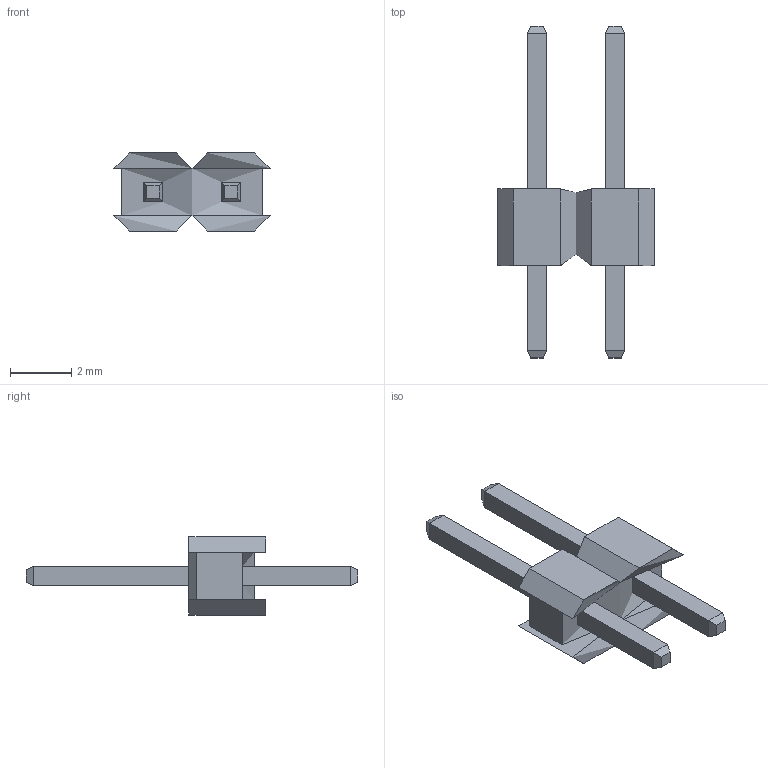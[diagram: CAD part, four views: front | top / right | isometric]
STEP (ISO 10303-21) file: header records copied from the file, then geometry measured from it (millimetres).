
FILE_DESCRIPTION (( 'STEP AP214' ), '1' );
FILE_NAME ('User Library-PLS-2-1.STEP', '2021-04-07T06:09:02', ( '' ), ( '' ), 'SwSTEP 2.0', 'SolidWorks 2020', '' );
FILE_SCHEMA (( 'AUTOMOTIVE_DESIGN' ));
Length unit declared in the file: millimetre
Products named in the file (3): PLS2Case; User Library-PLS-2-1; ContactPLD
Assembly tree (3 placements, depth 2):
  User Library-PLS-2-1
    PLS2Case
    ContactPLD  x2
Bounding box: 5.08 x 10.8 x 2.54 mm (x, y, z)
Volume: 30.4 mm3; surface area: 125.2 mm2
Topology: 3 solids, 3 shells, 70 faces, 160 edges, 96 vertices
Faces by surface type: plane 70
Entity records: 2286 total; most frequent: CARTESIAN_POINT 274, ORIENTED_EDGE 264, DIRECTION 256, LINE 132, EDGE_CURVE 132, VECTOR 132, VERTEX_POINT 80, UNCERTAINTY_MEASURE_WITH_UNIT 63
